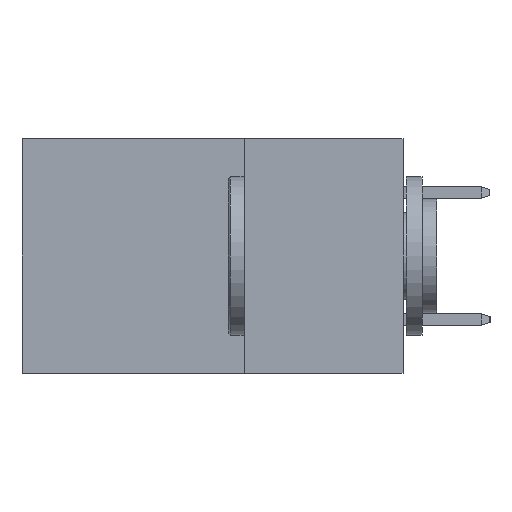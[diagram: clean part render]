
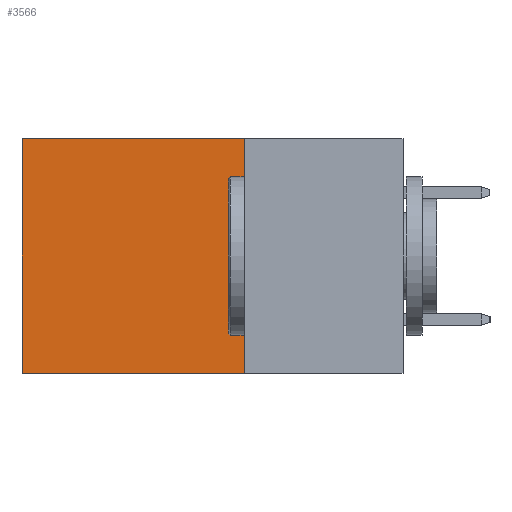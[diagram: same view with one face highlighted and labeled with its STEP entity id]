
A CAD part, left-side view. The second image highlights one B-rep face of the part: STEP entity #3566.
In plain terms, the highlighted planar face has unit normal (-1, 0, 0).
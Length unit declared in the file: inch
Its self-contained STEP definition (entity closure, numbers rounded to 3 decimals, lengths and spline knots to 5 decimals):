
#95 = CARTESIAN_POINT ( 'NONE',  ( 0.2875, 0.6, 0. ) ) ;
#192 = VERTEX_POINT ( 'NONE', #9141 ) ;
#316 = EDGE_CURVE ( 'NONE', #647, #8768, #8797, .T. ) ;
#647 = VERTEX_POINT ( 'NONE', #9495 ) ;
#692 = ORIENTED_EDGE ( 'NONE', *, *, #316, .F. ) ;
#725 = LINE ( 'NONE', #10208, #6835 ) ;
#1318 = DIRECTION ( 'NONE',  ( 0., 0., -1. ) ) ;
#1452 = DIRECTION ( 'NONE',  ( 0., 1., 0. ) ) ;
#1748 = CARTESIAN_POINT ( 'NONE',  ( 0.2875, 0.25, -0.37 ) ) ;
#2106 = CARTESIAN_POINT ( 'NONE',  ( 0.2875, 0.25, 0. ) ) ;
#2270 = VERTEX_POINT ( 'NONE', #95 ) ;
#2427 = DIRECTION ( 'NONE',  ( 0., 0., -1. ) ) ;
#2885 = EDGE_CURVE ( 'NONE', #8768, #192, #8148, .T. ) ;
#2893 = EDGE_CURVE ( 'NONE', #2270, #192, #4061, .T. ) ;
#2961 = VECTOR ( 'NONE', #2427, 39.37008 ) ;
#3209 = DIRECTION ( 'NONE',  ( 0., 0., -1. ) ) ;
#3473 = VECTOR ( 'NONE', #4946, 39.37008 ) ;
#3566 = ADVANCED_FACE ( 'NONE', ( #4466 ), #7627, .F. ) ;
#4061 = LINE ( 'NONE', #9537, #2961 ) ;
#4451 = EDGE_CURVE ( 'NONE', #647, #2270, #725, .T. ) ;
#4466 = FACE_OUTER_BOUND ( 'NONE', #5782, .T. ) ;
#4601 = CARTESIAN_POINT ( 'NONE',  ( 0.2875, 0.25, -0.37 ) ) ;
#4638 = AXIS2_PLACEMENT_3D ( 'NONE', #2106, #5292, #1318 ) ;
#4946 = DIRECTION ( 'NONE',  ( 0., 1., 0. ) ) ;
#5292 = DIRECTION ( 'NONE',  ( 1., 0., 0. ) ) ;
#5782 = EDGE_LOOP ( 'NONE', ( #8926, #8180, #692, #7446 ) ) ;
#6246 = VECTOR ( 'NONE', #3209, 39.37008 ) ;
#6835 = VECTOR ( 'NONE', #1452, 39.37008 ) ;
#7146 = CARTESIAN_POINT ( 'NONE',  ( 0.2875, 0.25, 0. ) ) ;
#7446 = ORIENTED_EDGE ( 'NONE', *, *, #4451, .T. ) ;
#7627 = PLANE ( 'NONE',  #4638 ) ;
#8148 = LINE ( 'NONE', #1748, #3473 ) ;
#8180 = ORIENTED_EDGE ( 'NONE', *, *, #2885, .F. ) ;
#8768 = VERTEX_POINT ( 'NONE', #4601 ) ;
#8797 = LINE ( 'NONE', #7146, #6246 ) ;
#8926 = ORIENTED_EDGE ( 'NONE', *, *, #2893, .T. ) ;
#9141 = CARTESIAN_POINT ( 'NONE',  ( 0.2875, 0.6, -0.37 ) ) ;
#9495 = CARTESIAN_POINT ( 'NONE',  ( 0.2875, 0.25, 0. ) ) ;
#9537 = CARTESIAN_POINT ( 'NONE',  ( 0.2875, 0.6, 0. ) ) ;
#10208 = CARTESIAN_POINT ( 'NONE',  ( 0.2875, 0.25, 0. ) ) ;
